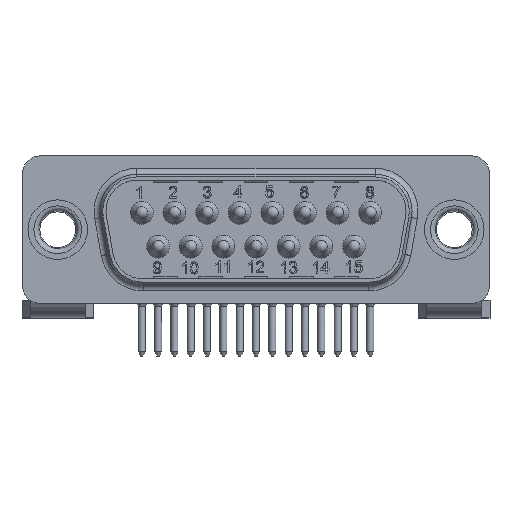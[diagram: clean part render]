
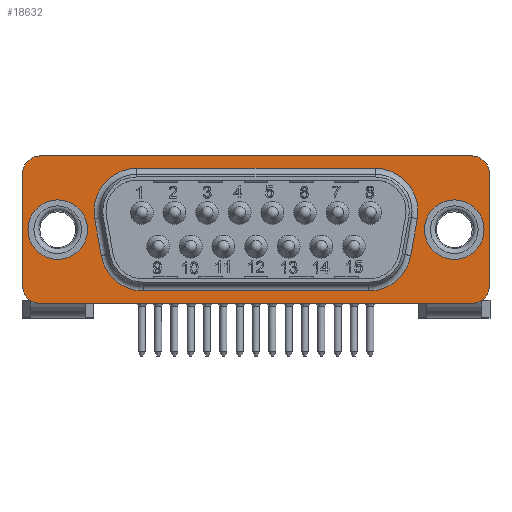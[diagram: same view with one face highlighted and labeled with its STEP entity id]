
A CAD part, top view. The second image highlights one B-rep face of the part: STEP entity #18632.
In plain terms, the highlighted face is planar.
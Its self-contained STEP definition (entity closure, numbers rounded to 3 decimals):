
#990=CIRCLE('',#19971,3.6);
#993=CIRCLE('',#19975,3.6);
#997=CIRCLE('',#19982,3.6);
#1000=CIRCLE('',#19986,3.6);
#1001=CIRCLE('',#19992,1.5);
#1002=CIRCLE('',#19993,1.5);
#1003=CIRCLE('',#19994,1.5);
#1004=CIRCLE('',#19995,1.5);
#1005=CIRCLE('',#19996,2.5);
#1006=CIRCLE('',#19997,2.5);
#1247=FACE_BOUND('',#4157,.T.);
#1248=FACE_BOUND('',#4158,.T.);
#1249=FACE_BOUND('',#4159,.T.);
#1885=PLANE('',#19991);
#2905=FACE_OUTER_BOUND('',#4156,.T.);
#4156=EDGE_LOOP('',(#17212,#17213,#17214,#17215,#17216,#17217,#17218,#17219));
#4157=EDGE_LOOP('',(#17220));
#4158=EDGE_LOOP('',(#17221));
#4159=EDGE_LOOP('',(#17222,#17223,#17224,#17225,#17226,#17227,#17228,#17229));
#5860=LINE('',#34473,#7541);
#5861=LINE('',#34489,#7542);
#5863=LINE('',#34494,#7544);
#5865=LINE('',#34507,#7546);
#5869=LINE('',#34519,#7550);
#5870=LINE('',#34523,#7551);
#5871=LINE('',#34527,#7552);
#5872=LINE('',#34530,#7553);
#7541=VECTOR('',#24265,18.907);
#7542=VECTOR('',#24286,3.148);
#7544=VECTOR('',#24292,3.148);
#7546=VECTOR('',#24310,20.);
#7550=VECTOR('',#24324,36.2);
#7551=VECTOR('',#24327,9.4);
#7552=VECTOR('',#24330,36.2);
#7553=VECTOR('',#24333,9.4);
#9584=VERTEX_POINT('',#34470);
#9585=VERTEX_POINT('',#34472);
#9587=VERTEX_POINT('',#34477);
#9588=VERTEX_POINT('',#34482);
#9590=VERTEX_POINT('',#34487);
#9591=VERTEX_POINT('',#34492);
#9593=VERTEX_POINT('',#34497);
#9594=VERTEX_POINT('',#34502);
#9595=VERTEX_POINT('',#34515);
#9596=VERTEX_POINT('',#34516);
#9597=VERTEX_POINT('',#34518);
#9598=VERTEX_POINT('',#34520);
#9599=VERTEX_POINT('',#34522);
#9600=VERTEX_POINT('',#34524);
#9601=VERTEX_POINT('',#34526);
#9602=VERTEX_POINT('',#34528);
#9603=VERTEX_POINT('',#34531);
#9604=VERTEX_POINT('',#34533);
#12150=EDGE_CURVE('',#9584,#9585,#5860,.T.);
#12153=EDGE_CURVE('',#9587,#9584,#990,.T.);
#12156=EDGE_CURVE('',#9585,#9588,#993,.T.);
#12158=EDGE_CURVE('',#9590,#9587,#5861,.T.);
#12161=EDGE_CURVE('',#9588,#9591,#5863,.T.);
#12163=EDGE_CURVE('',#9593,#9590,#997,.T.);
#12166=EDGE_CURVE('',#9591,#9594,#1000,.T.);
#12168=EDGE_CURVE('',#9594,#9593,#5865,.T.);
#12172=EDGE_CURVE('',#9595,#9596,#1001,.T.);
#12173=EDGE_CURVE('',#9597,#9595,#5869,.T.);
#12174=EDGE_CURVE('',#9598,#9597,#1002,.T.);
#12175=EDGE_CURVE('',#9599,#9598,#5870,.T.);
#12176=EDGE_CURVE('',#9600,#9599,#1003,.T.);
#12177=EDGE_CURVE('',#9601,#9600,#5871,.T.);
#12178=EDGE_CURVE('',#9602,#9601,#1004,.T.);
#12179=EDGE_CURVE('',#9596,#9602,#5872,.T.);
#12180=EDGE_CURVE('',#9603,#9603,#1005,.T.);
#12181=EDGE_CURVE('',#9604,#9604,#1006,.T.);
#17212=ORIENTED_EDGE('',*,*,#12172,.F.);
#17213=ORIENTED_EDGE('',*,*,#12173,.F.);
#17214=ORIENTED_EDGE('',*,*,#12174,.F.);
#17215=ORIENTED_EDGE('',*,*,#12175,.F.);
#17216=ORIENTED_EDGE('',*,*,#12176,.F.);
#17217=ORIENTED_EDGE('',*,*,#12177,.F.);
#17218=ORIENTED_EDGE('',*,*,#12178,.F.);
#17219=ORIENTED_EDGE('',*,*,#12179,.F.);
#17220=ORIENTED_EDGE('',*,*,#12180,.T.);
#17221=ORIENTED_EDGE('',*,*,#12181,.T.);
#17222=ORIENTED_EDGE('',*,*,#12150,.F.);
#17223=ORIENTED_EDGE('',*,*,#12153,.F.);
#17224=ORIENTED_EDGE('',*,*,#12158,.F.);
#17225=ORIENTED_EDGE('',*,*,#12163,.F.);
#17226=ORIENTED_EDGE('',*,*,#12168,.F.);
#17227=ORIENTED_EDGE('',*,*,#12166,.F.);
#17228=ORIENTED_EDGE('',*,*,#12161,.F.);
#17229=ORIENTED_EDGE('',*,*,#12156,.F.);
#18632=ADVANCED_FACE('',(#2905,#1247,#1248,#1249),#1885,.F.);
#19971=AXIS2_PLACEMENT_3D('',#34479,#24272,#24273);
#19975=AXIS2_PLACEMENT_3D('',#34484,#24280,#24281);
#19982=AXIS2_PLACEMENT_3D('',#34499,#24297,#24298);
#19986=AXIS2_PLACEMENT_3D('',#34504,#24305,#24306);
#19991=AXIS2_PLACEMENT_3D('',#34514,#24320,#24321);
#19992=AXIS2_PLACEMENT_3D('',#34517,#24322,#24323);
#19993=AXIS2_PLACEMENT_3D('',#34521,#24325,#24326);
#19994=AXIS2_PLACEMENT_3D('',#34525,#24328,#24329);
#19995=AXIS2_PLACEMENT_3D('',#34529,#24331,#24332);
#19996=AXIS2_PLACEMENT_3D('',#34532,#24334,#24335);
#19997=AXIS2_PLACEMENT_3D('',#34534,#24336,#24337);
#24265=DIRECTION('',(-1.,0.,0.));
#24272=DIRECTION('center_axis',(0.,0.,-1.));
#24273=DIRECTION('ref_axis',(0.643,-0.766,0.));
#24280=DIRECTION('center_axis',(0.,0.,-1.));
#24281=DIRECTION('ref_axis',(-0.643,-0.766,0.));
#24286=DIRECTION('',(-0.174,-0.985,0.));
#24292=DIRECTION('',(-0.174,0.985,0.));
#24297=DIRECTION('center_axis',(0.,0.,-1.));
#24298=DIRECTION('ref_axis',(0.766,0.643,0.));
#24305=DIRECTION('center_axis',(0.,0.,-1.));
#24306=DIRECTION('ref_axis',(-0.766,0.643,0.));
#24310=DIRECTION('',(1.,0.,0.));
#24320=DIRECTION('center_axis',(0.,0.,1.));
#24321=DIRECTION('ref_axis',(1.,0.,0.));
#24322=DIRECTION('center_axis',(0.,0.,1.));
#24323=DIRECTION('ref_axis',(-0.707,0.707,0.));
#24324=DIRECTION('',(-1.,0.,0.));
#24325=DIRECTION('center_axis',(0.,0.,1.));
#24326=DIRECTION('ref_axis',(0.707,0.707,0.));
#24327=DIRECTION('',(0.,1.,0.));
#24328=DIRECTION('center_axis',(0.,0.,1.));
#24329=DIRECTION('ref_axis',(0.707,-0.707,0.));
#24330=DIRECTION('',(1.,0.,0.));
#24331=DIRECTION('center_axis',(0.,0.,1.));
#24332=DIRECTION('ref_axis',(-0.707,-0.707,0.));
#24333=DIRECTION('',(0.,-1.,0.));
#24334=DIRECTION('center_axis',(0.,0.,1.));
#24335=DIRECTION('ref_axis',(-1.,0.,0.));
#24336=DIRECTION('center_axis',(0.,0.,1.));
#24337=DIRECTION('ref_axis',(-1.,0.,0.));
#34470=CARTESIAN_POINT('',(9.453,-5.15,-0.5));
#34472=CARTESIAN_POINT('',(-9.453,-5.15,-0.5));
#34473=CARTESIAN_POINT('',(5.032,-5.15,-0.5));
#34477=CARTESIAN_POINT('',(12.999,-2.175,-0.5));
#34479=CARTESIAN_POINT('Origin',(9.453,-1.55,-0.5));
#34482=CARTESIAN_POINT('',(-12.999,-2.175,-0.5));
#34484=CARTESIAN_POINT('Origin',(-9.453,-1.55,-0.5));
#34487=CARTESIAN_POINT('',(13.545,0.925,-0.5));
#34489=CARTESIAN_POINT('',(13.143,-1.358,-0.5));
#34492=CARTESIAN_POINT('',(-13.545,0.925,-0.5));
#34494=CARTESIAN_POINT('',(-13.113,-1.529,-0.5));
#34497=CARTESIAN_POINT('',(10.,5.15,-0.5));
#34499=CARTESIAN_POINT('Origin',(10.,1.55,-0.5));
#34502=CARTESIAN_POINT('',(-10.,5.15,-0.5));
#34504=CARTESIAN_POINT('Origin',(-10.,1.55,-0.5));
#34507=CARTESIAN_POINT('',(5.032,5.15,-0.5));
#34514=CARTESIAN_POINT('Origin',(10.063,0.028,-0.5));
#34515=CARTESIAN_POINT('',(-18.1,6.2,-0.5));
#34516=CARTESIAN_POINT('',(-19.6,4.7,-0.5));
#34517=CARTESIAN_POINT('Origin',(-18.1,4.7,-0.5));
#34518=CARTESIAN_POINT('',(18.1,6.2,-0.5));
#34519=CARTESIAN_POINT('',(19.6,6.2,-0.5));
#34520=CARTESIAN_POINT('',(19.6,4.7,-0.5));
#34521=CARTESIAN_POINT('Origin',(18.1,4.7,-0.5));
#34522=CARTESIAN_POINT('',(19.6,-4.7,-0.5));
#34523=CARTESIAN_POINT('',(19.6,-6.2,-0.5));
#34524=CARTESIAN_POINT('',(18.1,-6.2,-0.5));
#34525=CARTESIAN_POINT('Origin',(18.1,-4.7,-0.5));
#34526=CARTESIAN_POINT('',(-18.1,-6.2,-0.5));
#34527=CARTESIAN_POINT('',(-19.6,-6.2,-0.5));
#34528=CARTESIAN_POINT('',(-19.6,-4.7,-0.5));
#34529=CARTESIAN_POINT('Origin',(-18.1,-4.7,-0.5));
#34530=CARTESIAN_POINT('',(-19.6,6.2,-0.5));
#34531=CARTESIAN_POINT('',(-14.15,0.,-0.5));
#34532=CARTESIAN_POINT('Origin',(-16.65,0.,-0.5));
#34533=CARTESIAN_POINT('',(19.15,0.,-0.5));
#34534=CARTESIAN_POINT('Origin',(16.65,0.,-0.5));
